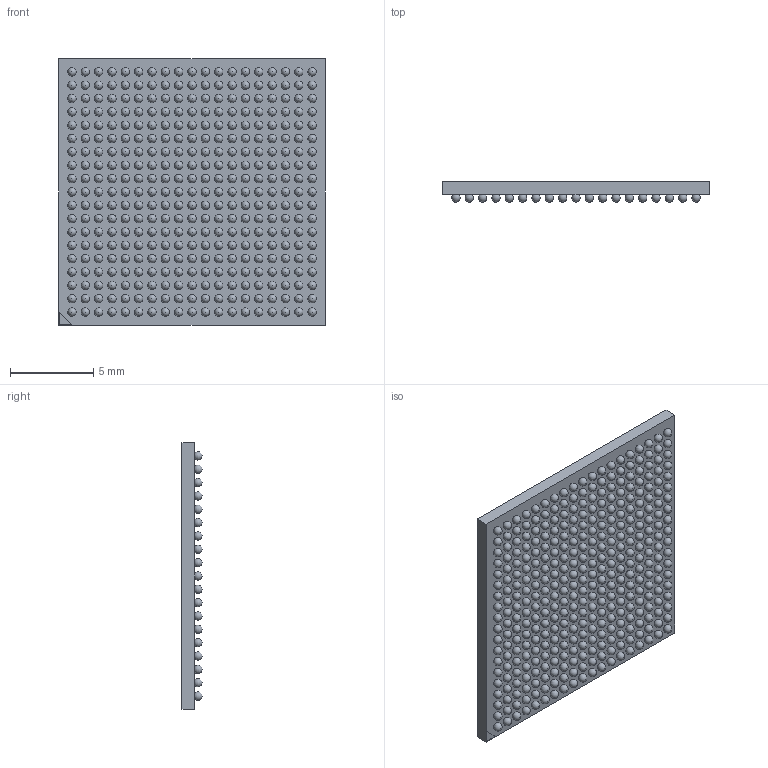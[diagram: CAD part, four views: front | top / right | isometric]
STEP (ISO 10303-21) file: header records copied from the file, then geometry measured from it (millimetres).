
FILE_DESCRIPTION(/* description */ ('STEP AP242','CAx-IF Rec.Pracs.---Representation and Presentation of Product Manufacturing Information (PMI)---4.0---2014-10-13','CAx-IF Rec.Pracs.---3D Tessellated Geometry---0.4---2014-09-14','2;1'),/* implementation_level */ '2;1');
FILE_NAME(/* name */ '61b79d1ef14fad39269d0932',/* time_stamp */ '2021-12-13T19:21:08+00:00',/* author */ (''),/* organization */ (''),/* preprocessor_version */ 'ST-DEVELOPER v18.1',/* originating_system */ ' ',/* authorisation */ ' ');
FILE_SCHEMA (('AP242_MANAGED_MODEL_BASED_3D_ENGINEERING_MIM_LF { 1 0 10303 442 1 1 4 }'));
Length unit declared in the file: metre
Products named in the file (362): User Library-NFBGA-361
Bounding box: 16 x 1.2 x 16 mm (x, y, z)
Volume: 215.6 mm3; surface area: 843.5 mm2
Topology: 362 solids, 362 shells, 979 faces, 2823 edges, 1882 vertices
Faces by surface type: plane 379, sphere 361, bspline 238, cylinder 1
Entity records: 43263 total; most frequent: CARTESIAN_POINT 15754, ORIENTED_EDGE 3480, DIRECTION 3472, EDGE_CURVE 1740, VERTEX_POINT 1521, LINE 1262, VECTOR 1262, AXIS2_PLACEMENT_3D 1105
